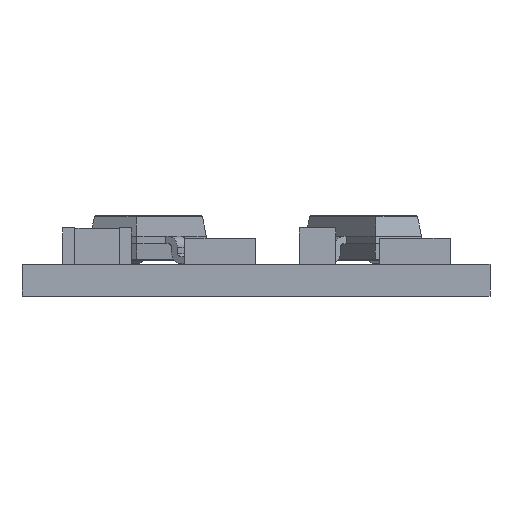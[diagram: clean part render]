
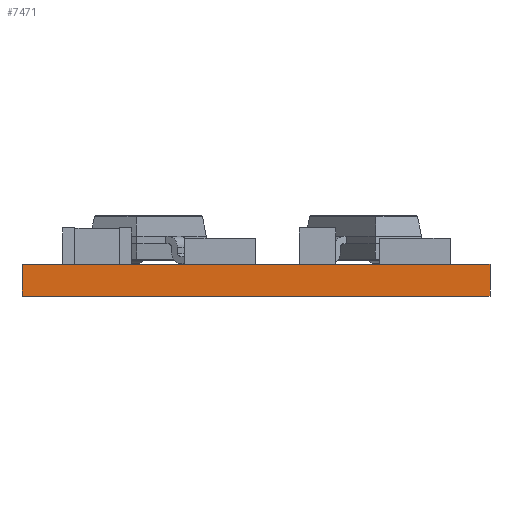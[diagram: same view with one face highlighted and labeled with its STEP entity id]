
A CAD part, front view. The second image highlights one B-rep face of the part: STEP entity #7471.
In plain terms, the highlighted planar face has unit normal (0, -1, 0).
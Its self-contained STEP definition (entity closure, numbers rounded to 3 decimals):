
#1567 = DIRECTION ( 'NONE',  ( 0., 0., 1. ) ) ;
#1860 = CARTESIAN_POINT ( 'NONE',  ( -5.8, -5.8, 0.79 ) ) ;
#2994 = LINE ( 'NONE', #26418, #21665 ) ;
#3073 = EDGE_LOOP ( 'NONE', ( #14186, #17118, #9455, #14555 ) ) ;
#3078 = EDGE_CURVE ( 'NONE', #15731, #31182, #13859, .T. ) ;
#4683 = LINE ( 'NONE', #30299, #12312 ) ;
#5128 = CARTESIAN_POINT ( 'NONE',  ( 5.8, -5.8, 0.79 ) ) ;
#5803 = CARTESIAN_POINT ( 'NONE',  ( -5.8, -5.8, 0. ) ) ;
#6307 = VECTOR ( 'NONE', #10466, 1000. ) ;
#7024 = VECTOR ( 'NONE', #15445, 1000. ) ;
#7471 = ADVANCED_FACE ( 'NONE', ( #17132 ), #28262, .F. ) ;
#9455 = ORIENTED_EDGE ( 'NONE', *, *, #21392, .F. ) ;
#10466 = DIRECTION ( 'NONE',  ( 0., 0., -1. ) ) ;
#11971 = DIRECTION ( 'NONE',  ( 0., 0., -1. ) ) ;
#12312 = VECTOR ( 'NONE', #22943, 1000. ) ;
#13859 = LINE ( 'NONE', #25021, #6307 ) ;
#14186 = ORIENTED_EDGE ( 'NONE', *, *, #27107, .T. ) ;
#14555 = ORIENTED_EDGE ( 'NONE', *, *, #3078, .T. ) ;
#15098 = EDGE_CURVE ( 'NONE', #28886, #19906, #2994, .T. ) ;
#15445 = DIRECTION ( 'NONE',  ( 1., 0., 0. ) ) ;
#15731 = VERTEX_POINT ( 'NONE', #1860 ) ;
#16144 = CARTESIAN_POINT ( 'NONE',  ( -5.8, -5.8, 0.79 ) ) ;
#17118 = ORIENTED_EDGE ( 'NONE', *, *, #15098, .F. ) ;
#17132 = FACE_OUTER_BOUND ( 'NONE', #3073, .T. ) ;
#18580 = DIRECTION ( 'NONE',  ( 0., 1., 0. ) ) ;
#19246 = CARTESIAN_POINT ( 'NONE',  ( -5.8, -5.8, 0. ) ) ;
#19717 = CARTESIAN_POINT ( 'NONE',  ( 5.8, -5.8, 0. ) ) ;
#19906 = VERTEX_POINT ( 'NONE', #19717 ) ;
#21392 = EDGE_CURVE ( 'NONE', #15731, #28886, #4683, .T. ) ;
#21665 = VECTOR ( 'NONE', #11971, 1000. ) ;
#22943 = DIRECTION ( 'NONE',  ( 1., 0., 0. ) ) ;
#24847 = LINE ( 'NONE', #5803, #7024 ) ;
#25021 = CARTESIAN_POINT ( 'NONE',  ( -5.8, -5.8, 0.79 ) ) ;
#25561 = AXIS2_PLACEMENT_3D ( 'NONE', #16144, #18580, #1567 ) ;
#26418 = CARTESIAN_POINT ( 'NONE',  ( 5.8, -5.8, 0.79 ) ) ;
#27107 = EDGE_CURVE ( 'NONE', #31182, #19906, #24847, .T. ) ;
#28262 = PLANE ( 'NONE',  #25561 ) ;
#28886 = VERTEX_POINT ( 'NONE', #5128 ) ;
#30299 = CARTESIAN_POINT ( 'NONE',  ( -5.8, -5.8, 0.79 ) ) ;
#31182 = VERTEX_POINT ( 'NONE', #19246 ) ;
